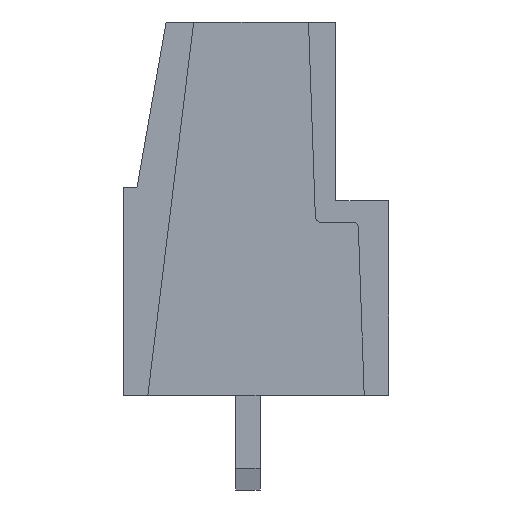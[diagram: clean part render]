
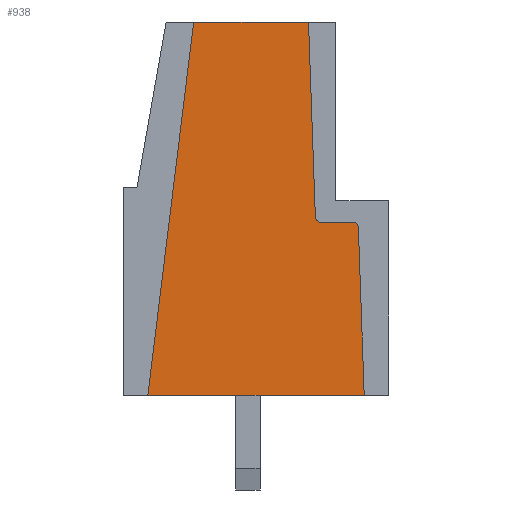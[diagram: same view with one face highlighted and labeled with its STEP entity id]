
A CAD part, left-side view. The second image highlights one B-rep face of the part: STEP entity #938.
In plain terms, the highlighted planar face has unit normal (-1, 0, 0).
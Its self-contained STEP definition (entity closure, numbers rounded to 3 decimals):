
#938 = ADVANCED_FACE( '', ( #1957 ), #1958, .T. );
#1957 = FACE_OUTER_BOUND( '', #3043, .T. );
#1958 = PLANE( '', #3044 );
#3043 = EDGE_LOOP( '', ( #5728, #5729, #5730, #5731, #5732, #5733, #5734, #5735 ) );
#3044 = AXIS2_PLACEMENT_3D( '', #5736, #5737, #5738 );
#5728 = ORIENTED_EDGE( '', *, *, #7667, .T. );
#5729 = ORIENTED_EDGE( '', *, *, #6679, .F. );
#5730 = ORIENTED_EDGE( '', *, *, #7452, .T. );
#5731 = ORIENTED_EDGE( '', *, *, #7594, .F. );
#5732 = ORIENTED_EDGE( '', *, *, #7549, .T. );
#5733 = ORIENTED_EDGE( '', *, *, #7301, .T. );
#5734 = ORIENTED_EDGE( '', *, *, #7254, .T. );
#5735 = ORIENTED_EDGE( '', *, *, #7072, .T. );
#5736 = CARTESIAN_POINT( '', ( -3., -8.205, 3.359 ) );
#5737 = DIRECTION( '', ( -1., 0., 0. ) );
#5738 = DIRECTION( '', ( 0., 0., 1. ) );
#6679 = EDGE_CURVE( '', #8058, #8060, #8061, .T. );
#7072 = EDGE_CURVE( '', #8715, #8720, #8722, .T. );
#7254 = EDGE_CURVE( '', #8985, #8715, #8988, .T. );
#7301 = EDGE_CURVE( '', #9052, #8985, #9053, .T. );
#7452 = EDGE_CURVE( '', #8058, #9261, #9263, .T. );
#7549 = EDGE_CURVE( '', #9387, #9052, #9388, .T. );
#7594 = EDGE_CURVE( '', #9387, #9261, #9445, .T. );
#7667 = EDGE_CURVE( '', #8720, #8060, #9533, .T. );
#8058 = VERTEX_POINT( '', #10040 );
#8060 = VERTEX_POINT( '', #10043 );
#8061 = LINE( '', #10044, #10045 );
#8715 = VERTEX_POINT( '', #11005 );
#8720 = VERTEX_POINT( '', #11011 );
#8722 = CIRCLE( '', #11014, 0.2 );
#8985 = VERTEX_POINT( '', #11402 );
#8988 = LINE( '', #11407, #11408 );
#9052 = VERTEX_POINT( '', #11501 );
#9053 = CIRCLE( '', #11502, 0.2 );
#9261 = VERTEX_POINT( '', #11807 );
#9263 = LINE( '', #11810, #11811 );
#9387 = VERTEX_POINT( '', #11989 );
#9388 = LINE( '', #11990, #11991 );
#9445 = LINE( '', #12078, #12079 );
#9533 = LINE( '', #12207, #12208 );
#10040 = CARTESIAN_POINT( '', ( -3., -2.594, 13.8 ) );
#10043 = CARTESIAN_POINT( '', ( -3., -6.842, 13.8 ) );
#10044 = CARTESIAN_POINT( '', ( -3., -2.594, 13.8 ) );
#10045 = VECTOR( '', #12516, 1000. );
#11005 = CARTESIAN_POINT( '', ( -3., -7.293, 6.4 ) );
#11011 = CARTESIAN_POINT( '', ( -3., -7.093, 6.593 ) );
#11014 = AXIS2_PLACEMENT_3D( '', #12867, #12868, #12869 );
#11402 = CARTESIAN_POINT( '', ( -3., -8.483, 6.4 ) );
#11407 = CARTESIAN_POINT( '', ( -3., -8.483, 6.4 ) );
#11408 = VECTOR( '', #13024, 1000. );
#11501 = CARTESIAN_POINT( '', ( -3., -8.683, 6.207 ) );
#11502 = AXIS2_PLACEMENT_3D( '', #13066, #13067, #13068 );
#11807 = CARTESIAN_POINT( '', ( -3., -0.9, 0. ) );
#11810 = CARTESIAN_POINT( '', ( -3., -2.594, 13.8 ) );
#11811 = VECTOR( '', #13212, 1000. );
#11989 = CARTESIAN_POINT( '', ( -3., -8.9, 0. ) );
#11990 = CARTESIAN_POINT( '', ( -3., -8.9, 0. ) );
#11991 = VECTOR( '', #13291, 1000. );
#12078 = CARTESIAN_POINT( '', ( -3., -8.9, 0. ) );
#12079 = VECTOR( '', #13331, 1000. );
#12207 = CARTESIAN_POINT( '', ( -3., -7.093, 6.593 ) );
#12208 = VECTOR( '', #13396, 1000. );
#12516 = DIRECTION( '', ( 0., -1., 0. ) );
#12867 = CARTESIAN_POINT( '', ( -3., -7.293, 6.6 ) );
#12868 = DIRECTION( '', ( 1., 0., 0. ) );
#12869 = DIRECTION( '', ( 0., 0., -1. ) );
#13024 = DIRECTION( '', ( 0., 1., 0. ) );
#13066 = CARTESIAN_POINT( '', ( -3., -8.483, 6.2 ) );
#13067 = DIRECTION( '', ( -1., 0., 0. ) );
#13068 = DIRECTION( '', ( 0., -0.999, 0.035 ) );
#13212 = DIRECTION( '', ( 0., 0.122, -0.993 ) );
#13291 = DIRECTION( '', ( 0., 0.035, 0.999 ) );
#13331 = DIRECTION( '', ( 0., 1., 0. ) );
#13396 = DIRECTION( '', ( 0., 0.035, 0.999 ) );
